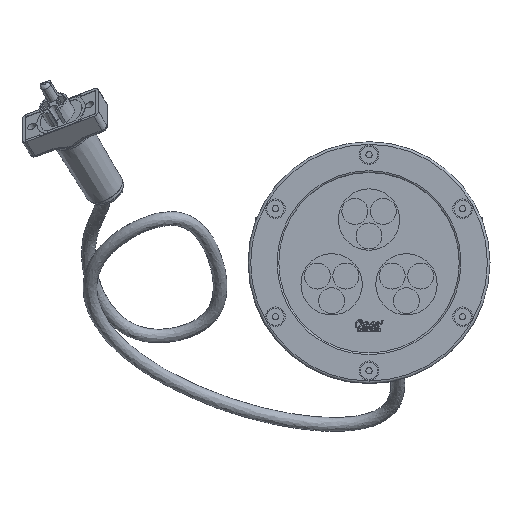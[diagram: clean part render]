
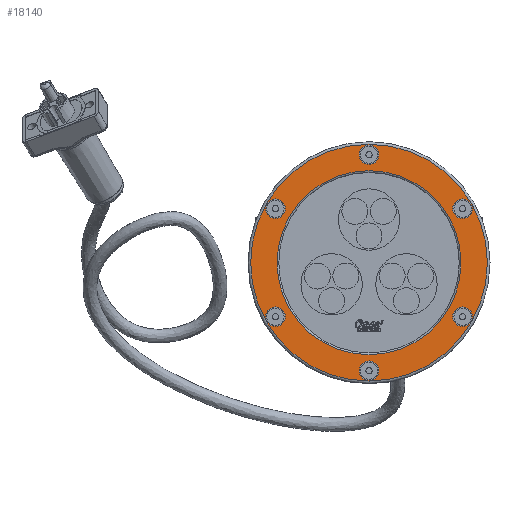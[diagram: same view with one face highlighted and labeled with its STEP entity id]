
A CAD part, top view. The second image highlights one B-rep face of the part: STEP entity #18140.
In plain terms, the highlighted planar face has unit normal (0, 0, 1).
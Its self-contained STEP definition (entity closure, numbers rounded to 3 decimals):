
#718=FACE_BOUND('',#2712,.T.);
#719=FACE_BOUND('',#2713,.T.);
#720=FACE_BOUND('',#2714,.T.);
#721=FACE_BOUND('',#2715,.T.);
#722=FACE_BOUND('',#2716,.T.);
#723=FACE_BOUND('',#2717,.T.);
#724=FACE_BOUND('',#2718,.T.);
#945=CIRCLE('',#19350,68.5);
#946=CIRCLE('',#19351,68.5);
#986=CIRCLE('',#19409,53.219);
#987=CIRCLE('',#19410,53.219);
#1012=CIRCLE('',#19458,5.657);
#1013=CIRCLE('',#19459,5.657);
#1014=CIRCLE('',#19460,5.657);
#1015=CIRCLE('',#19461,5.657);
#1016=CIRCLE('',#19462,5.657);
#1017=CIRCLE('',#19463,5.657);
#1640=FACE_OUTER_BOUND('',#2711,.T.);
#2711=EDGE_LOOP('',(#13208,#13209));
#2712=EDGE_LOOP('',(#13210));
#2713=EDGE_LOOP('',(#13211));
#2714=EDGE_LOOP('',(#13212));
#2715=EDGE_LOOP('',(#13213));
#2716=EDGE_LOOP('',(#13214));
#2717=EDGE_LOOP('',(#13215));
#2718=EDGE_LOOP('',(#13216,#13217));
#7622=VERTEX_POINT('',#30055);
#7623=VERTEX_POINT('',#30056);
#7656=VERTEX_POINT('',#30155);
#7657=VERTEX_POINT('',#30157);
#7682=VERTEX_POINT('',#30243);
#7683=VERTEX_POINT('',#30245);
#7684=VERTEX_POINT('',#30247);
#7685=VERTEX_POINT('',#30249);
#7686=VERTEX_POINT('',#30251);
#7687=VERTEX_POINT('',#30253);
#9602=EDGE_CURVE('',#7622,#7623,#945,.T.);
#9603=EDGE_CURVE('',#7623,#7622,#946,.T.);
#9651=EDGE_CURVE('',#7656,#7657,#986,.T.);
#9652=EDGE_CURVE('',#7657,#7656,#987,.T.);
#9689=EDGE_CURVE('',#7682,#7682,#1012,.T.);
#9690=EDGE_CURVE('',#7683,#7683,#1013,.T.);
#9691=EDGE_CURVE('',#7684,#7684,#1014,.T.);
#9692=EDGE_CURVE('',#7685,#7685,#1015,.T.);
#9693=EDGE_CURVE('',#7686,#7686,#1016,.T.);
#9694=EDGE_CURVE('',#7687,#7687,#1017,.T.);
#13208=ORIENTED_EDGE('',*,*,#9602,.T.);
#13209=ORIENTED_EDGE('',*,*,#9603,.T.);
#13210=ORIENTED_EDGE('',*,*,#9689,.T.);
#13211=ORIENTED_EDGE('',*,*,#9690,.T.);
#13212=ORIENTED_EDGE('',*,*,#9691,.T.);
#13213=ORIENTED_EDGE('',*,*,#9692,.T.);
#13214=ORIENTED_EDGE('',*,*,#9693,.T.);
#13215=ORIENTED_EDGE('',*,*,#9694,.T.);
#13216=ORIENTED_EDGE('',*,*,#9652,.F.);
#13217=ORIENTED_EDGE('',*,*,#9651,.F.);
#16604=PLANE('',#19457);
#18140=ADVANCED_FACE('',(#1640,#718,#719,#720,#721,#722,#723,#724),#16604,
 .T.);
#19350=AXIS2_PLACEMENT_3D('',#30057,#21737,#21738);
#19351=AXIS2_PLACEMENT_3D('',#30058,#21739,#21740);
#19409=AXIS2_PLACEMENT_3D('',#30158,#21863,#21864);
#19410=AXIS2_PLACEMENT_3D('',#30159,#21865,#21866);
#19457=AXIS2_PLACEMENT_3D('',#30242,#21971,#21972);
#19458=AXIS2_PLACEMENT_3D('',#30244,#21973,#21974);
#19459=AXIS2_PLACEMENT_3D('',#30246,#21975,#21976);
#19460=AXIS2_PLACEMENT_3D('',#30248,#21977,#21978);
#19461=AXIS2_PLACEMENT_3D('',#30250,#21979,#21980);
#19462=AXIS2_PLACEMENT_3D('',#30252,#21981,#21982);
#19463=AXIS2_PLACEMENT_3D('',#30254,#21983,#21984);
#21737=DIRECTION('center_axis',(0.,0.,1.));
#21738=DIRECTION('ref_axis',(1.,0.,0.));
#21739=DIRECTION('center_axis',(0.,0.,1.));
#21740=DIRECTION('ref_axis',(1.,0.,0.));
#21863=DIRECTION('center_axis',(0.,0.,1.));
#21864=DIRECTION('ref_axis',(1.,0.,0.));
#21865=DIRECTION('center_axis',(0.,0.,1.));
#21866=DIRECTION('ref_axis',(1.,0.,0.));
#21971=DIRECTION('center_axis',(0.,0.,1.));
#21972=DIRECTION('ref_axis',(1.,0.,0.));
#21973=DIRECTION('center_axis',(0.,0.,-1.));
#21974=DIRECTION('ref_axis',(-1.,0.,0.));
#21975=DIRECTION('center_axis',(0.,0.,-1.));
#21976=DIRECTION('ref_axis',(-1.,0.,0.));
#21977=DIRECTION('center_axis',(0.,0.,-1.));
#21978=DIRECTION('ref_axis',(-1.,0.,0.));
#21979=DIRECTION('center_axis',(0.,0.,-1.));
#21980=DIRECTION('ref_axis',(-1.,0.,0.));
#21981=DIRECTION('center_axis',(0.,0.,-1.));
#21982=DIRECTION('ref_axis',(-1.,0.,0.));
#21983=DIRECTION('center_axis',(0.,0.,-1.));
#21984=DIRECTION('ref_axis',(-1.,0.,0.));
#30055=CARTESIAN_POINT('',(68.5,0.,0.));
#30056=CARTESIAN_POINT('',(-68.5,0.,0.));
#30057=CARTESIAN_POINT('Origin',(0.,0.,0.));
#30058=CARTESIAN_POINT('Origin',(0.,0.,0.));
#30155=CARTESIAN_POINT('',(-53.219,0.,0.));
#30157=CARTESIAN_POINT('',(53.219,0.,0.));
#30158=CARTESIAN_POINT('Origin',(0.,0.,0.));
#30159=CARTESIAN_POINT('Origin',(0.,0.,0.));
#30242=CARTESIAN_POINT('Origin',(53.219,0.,0.));
#30243=CARTESIAN_POINT('',(-48.469,31.25,0.));
#30244=CARTESIAN_POINT('Origin',(-54.127,31.25,0.));
#30245=CARTESIAN_POINT('',(59.784,31.25,0.));
#30246=CARTESIAN_POINT('Origin',(54.127,31.25,0.));
#30247=CARTESIAN_POINT('',(5.657,-62.5,0.));
#30248=CARTESIAN_POINT('Origin',(0.,-62.5,0.));
#30249=CARTESIAN_POINT('',(59.784,-31.25,0.));
#30250=CARTESIAN_POINT('Origin',(54.127,-31.25,0.));
#30251=CARTESIAN_POINT('',(5.657,62.5,0.));
#30252=CARTESIAN_POINT('Origin',(0.,62.5,0.));
#30253=CARTESIAN_POINT('',(-48.469,-31.25,0.));
#30254=CARTESIAN_POINT('Origin',(-54.127,-31.25,0.));
